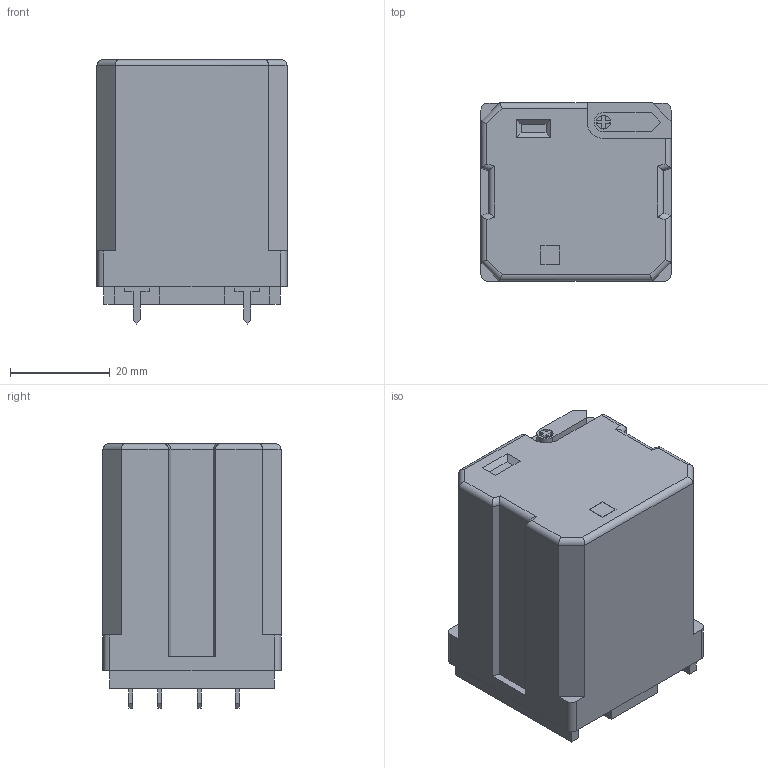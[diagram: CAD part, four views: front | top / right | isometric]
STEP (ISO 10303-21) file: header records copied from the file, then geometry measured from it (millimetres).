
FILE_DESCRIPTION((''),'2;1');
FILE_NAME('REL_FINDER_62.22.stp','2010-09-15T18:10:12',(''),(''),'Mechanical Desktop 2010','Mechanical Desktop 2010',', , ');
FILE_SCHEMA(('AUTOMOTIVE_DESIGN { 1 2 10303 214 1 1 1 1 }'));
Length unit declared in the file: millimetre
Products named in the file (1): Product
Bounding box: 38.2 x 35.8 x 53.1 mm (x, y, z)
Volume: 61394.3 mm3; surface area: 11801.4 mm2
Topology: 13 solids, 13 shells, 199 faces, 496 edges, 326 vertices
Faces by surface type: plane 176, cylinder 23
Entity records: 5864 total; most frequent: CARTESIAN_POINT 1022, ORIENTED_EDGE 992, DIRECTION 928, EDGE_CURVE 496, VECTOR 464, LINE 464, VERTEX_POINT 326, AXIS2_PLACEMENT_3D 232
